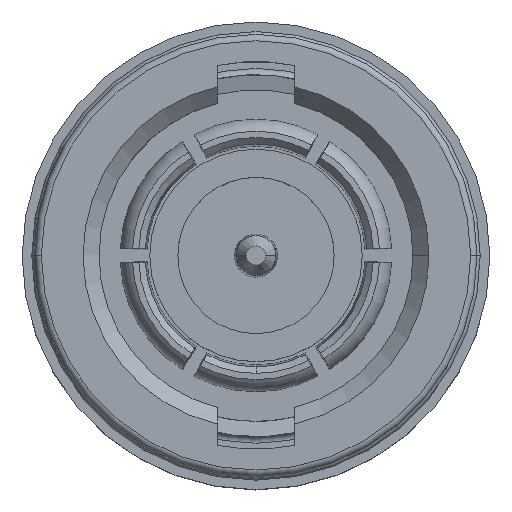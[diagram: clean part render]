
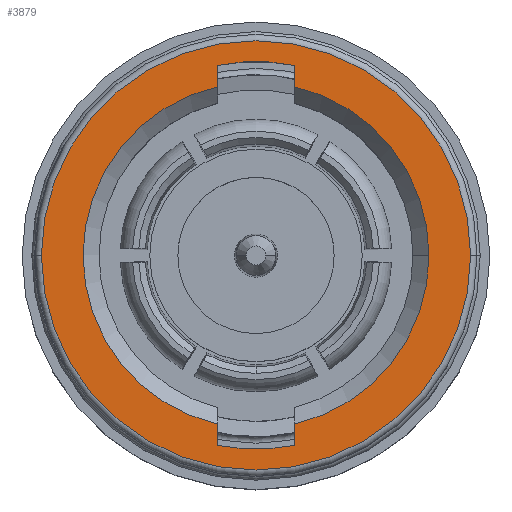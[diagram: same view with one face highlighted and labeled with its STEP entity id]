
A CAD part, top view. The second image highlights one B-rep face of the part: STEP entity #3879.
In plain terms, the highlighted planar face has unit normal (0, 0, 1).
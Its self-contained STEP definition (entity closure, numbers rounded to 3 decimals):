
#24 = EDGE_CURVE ( 'NONE', #187, #382, #3401, .T. ) ;
#75 = LINE ( 'NONE', #11759, #9864 ) ;
#120 = CARTESIAN_POINT ( 'NONE',  ( -1.2, -5.93, 0.8 ) ) ;
#187 = VERTEX_POINT ( 'NONE', #9024 ) ;
#195 = LINE ( 'NONE', #8808, #9970 ) ;
#382 = VERTEX_POINT ( 'NONE', #120 ) ;
#620 = EDGE_CURVE ( 'NONE', #10938, #11561, #15745, .T. ) ;
#983 = EDGE_CURVE ( 'NONE', #12778, #13819, #7797, .T. ) ;
#1086 = AXIS2_PLACEMENT_3D ( 'NONE', #15789, #16168, #15020 ) ;
#1326 = AXIS2_PLACEMENT_3D ( 'NONE', #14242, #6644, #15524 ) ;
#1373 = DIRECTION ( 'NONE',  ( 0., 0., 1. ) ) ;
#1553 = CIRCLE ( 'NONE', #16456, 5.4 ) ;
#1811 = AXIS2_PLACEMENT_3D ( 'NONE', #7422, #16254, #8662 ) ;
#2107 = CIRCLE ( 'NONE', #11361, 6.05 ) ;
#2407 = ORIENTED_EDGE ( 'NONE', *, *, #12586, .F. ) ;
#2408 = CARTESIAN_POINT ( 'NONE',  ( 1.2, -4.751, 0.8 ) ) ;
#2682 = CARTESIAN_POINT ( 'NONE',  ( 1.2, -5.93, 0.8 ) ) ;
#2919 = CIRCLE ( 'NONE', #10246, 6.05 ) ;
#3343 = DIRECTION ( 'NONE',  ( 0., 0., 1. ) ) ;
#3401 = LINE ( 'NONE', #5177, #16476 ) ;
#3488 = VERTEX_POINT ( 'NONE', #9444 ) ;
#3618 = DIRECTION ( 'NONE',  ( 0., 0., 1. ) ) ;
#3769 = EDGE_CURVE ( 'NONE', #13819, #5736, #195, .T. ) ;
#3879 = ADVANCED_FACE ( 'NONE', ( #7591, #10942 ), #7871, .F. ) ;
#3988 = CARTESIAN_POINT ( 'NONE',  ( -1.2, 5.265, 0.8 ) ) ;
#4200 = CARTESIAN_POINT ( 'NONE',  ( 0., 0., 0.8 ) ) ;
#4583 = VERTEX_POINT ( 'NONE', #12911 ) ;
#4876 = EDGE_CURVE ( 'NONE', #11561, #12778, #1553, .T. ) ;
#5177 = CARTESIAN_POINT ( 'NONE',  ( -1.2, -4.751, 0.8 ) ) ;
#5467 = DIRECTION ( 'NONE',  ( -1., 0., 0. ) ) ;
#5610 = ORIENTED_EDGE ( 'NONE', *, *, #620, .F. ) ;
#5633 = VECTOR ( 'NONE', #6462, 1000. ) ;
#5655 = EDGE_CURVE ( 'NONE', #7364, #4583, #11906, .T. ) ;
#5736 = VERTEX_POINT ( 'NONE', #10011 ) ;
#6067 = ORIENTED_EDGE ( 'NONE', *, *, #7881, .T. ) ;
#6462 = DIRECTION ( 'NONE',  ( 0., 1., 0. ) ) ;
#6533 = ORIENTED_EDGE ( 'NONE', *, *, #3769, .F. ) ;
#6585 = CARTESIAN_POINT ( 'NONE',  ( 6.7, 0., 0.8 ) ) ;
#6592 = ORIENTED_EDGE ( 'NONE', *, *, #24, .F. ) ;
#6644 = DIRECTION ( 'NONE',  ( 0., 0., -1. ) ) ;
#7292 = CARTESIAN_POINT ( 'NONE',  ( 0., 0., 0.8 ) ) ;
#7338 = VERTEX_POINT ( 'NONE', #3988 ) ;
#7364 = VERTEX_POINT ( 'NONE', #6585 ) ;
#7422 = CARTESIAN_POINT ( 'NONE',  ( 0., 0., 0.8 ) ) ;
#7591 = FACE_OUTER_BOUND ( 'NONE', #13938, .T. ) ;
#7797 = CIRCLE ( 'NONE', #1086, 5.4 ) ;
#7871 = PLANE ( 'NONE',  #1326 ) ;
#7881 = EDGE_CURVE ( 'NONE', #4583, #7364, #10347, .T. ) ;
#8274 = ORIENTED_EDGE ( 'NONE', *, *, #5655, .T. ) ;
#8527 = DIRECTION ( 'NONE',  ( 1., 0., 0. ) ) ;
#8540 = CARTESIAN_POINT ( 'NONE',  ( 1.2, 5.265, 0.8 ) ) ;
#8662 = DIRECTION ( 'NONE',  ( -1., 0., 0. ) ) ;
#8808 = CARTESIAN_POINT ( 'NONE',  ( 1.2, 4.751, 0.8 ) ) ;
#8942 = DIRECTION ( 'NONE',  ( 0., -1., 0. ) ) ;
#9008 = CARTESIAN_POINT ( 'NONE',  ( 0., 0., 0.8 ) ) ;
#9024 = CARTESIAN_POINT ( 'NONE',  ( -1.2, -5.265, 0.8 ) ) ;
#9444 = CARTESIAN_POINT ( 'NONE',  ( -1.2, 5.93, 0.8 ) ) ;
#9864 = VECTOR ( 'NONE', #15531, 1000. ) ;
#9866 = ORIENTED_EDGE ( 'NONE', *, *, #10630, .F. ) ;
#9970 = VECTOR ( 'NONE', #10148, 1000. ) ;
#10011 = CARTESIAN_POINT ( 'NONE',  ( 1.2, 5.93, 0.8 ) ) ;
#10136 = CARTESIAN_POINT ( 'NONE',  ( 5.4, 0., 0.8 ) ) ;
#10148 = DIRECTION ( 'NONE',  ( 0., 1., 0. ) ) ;
#10246 = AXIS2_PLACEMENT_3D ( 'NONE', #10954, #3343, #12242 ) ;
#10258 = EDGE_LOOP ( 'NONE', ( #9866, #6533, #14384, #12491, #5610, #2407, #6592, #10747, #10453 ) ) ;
#10272 = DIRECTION ( 'NONE',  ( 1., 0., 0. ) ) ;
#10347 = CIRCLE ( 'NONE', #12321, 6.7 ) ;
#10453 = ORIENTED_EDGE ( 'NONE', *, *, #14255, .F. ) ;
#10630 = EDGE_CURVE ( 'NONE', #5736, #3488, #2919, .T. ) ;
#10747 = ORIENTED_EDGE ( 'NONE', *, *, #13515, .F. ) ;
#10938 = VERTEX_POINT ( 'NONE', #2682 ) ;
#10942 = FACE_BOUND ( 'NONE', #10258, .T. ) ;
#10954 = CARTESIAN_POINT ( 'NONE',  ( 0., 0., 0.8 ) ) ;
#11092 = CIRCLE ( 'NONE', #15091, 5.4 ) ;
#11214 = CARTESIAN_POINT ( 'NONE',  ( 0., 0., 0.8 ) ) ;
#11361 = AXIS2_PLACEMENT_3D ( 'NONE', #7292, #16131, #8527 ) ;
#11561 = VERTEX_POINT ( 'NONE', #12219 ) ;
#11759 = CARTESIAN_POINT ( 'NONE',  ( -1.2, 4.751, 0.8 ) ) ;
#11906 = CIRCLE ( 'NONE', #1811, 6.7 ) ;
#12219 = CARTESIAN_POINT ( 'NONE',  ( 1.2, -5.265, 0.8 ) ) ;
#12242 = DIRECTION ( 'NONE',  ( -1., 0., 0. ) ) ;
#12321 = AXIS2_PLACEMENT_3D ( 'NONE', #4200, #13061, #5467 ) ;
#12491 = ORIENTED_EDGE ( 'NONE', *, *, #4876, .F. ) ;
#12495 = DIRECTION ( 'NONE',  ( 1., 0., 0. ) ) ;
#12586 = EDGE_CURVE ( 'NONE', #382, #10938, #2107, .T. ) ;
#12778 = VERTEX_POINT ( 'NONE', #10136 ) ;
#12911 = CARTESIAN_POINT ( 'NONE',  ( -6.7, 0., 0.8 ) ) ;
#13061 = DIRECTION ( 'NONE',  ( 0., 0., 1. ) ) ;
#13515 = EDGE_CURVE ( 'NONE', #7338, #187, #11092, .T. ) ;
#13819 = VERTEX_POINT ( 'NONE', #8540 ) ;
#13938 = EDGE_LOOP ( 'NONE', ( #6067, #8274 ) ) ;
#14242 = CARTESIAN_POINT ( 'NONE',  ( 0., 0., 0.8 ) ) ;
#14255 = EDGE_CURVE ( 'NONE', #3488, #7338, #75, .T. ) ;
#14384 = ORIENTED_EDGE ( 'NONE', *, *, #983, .F. ) ;
#15020 = DIRECTION ( 'NONE',  ( 1., 0., 0. ) ) ;
#15091 = AXIS2_PLACEMENT_3D ( 'NONE', #9008, #1373, #10272 ) ;
#15524 = DIRECTION ( 'NONE',  ( -1., 0., 0. ) ) ;
#15531 = DIRECTION ( 'NONE',  ( 0., -1., 0. ) ) ;
#15745 = LINE ( 'NONE', #2408, #5633 ) ;
#15789 = CARTESIAN_POINT ( 'NONE',  ( 0., 0., 0.8 ) ) ;
#16131 = DIRECTION ( 'NONE',  ( 0., 0., 1. ) ) ;
#16168 = DIRECTION ( 'NONE',  ( 0., 0., 1. ) ) ;
#16254 = DIRECTION ( 'NONE',  ( 0., 0., 1. ) ) ;
#16456 = AXIS2_PLACEMENT_3D ( 'NONE', #11214, #3618, #12495 ) ;
#16476 = VECTOR ( 'NONE', #8942, 1000. ) ;
